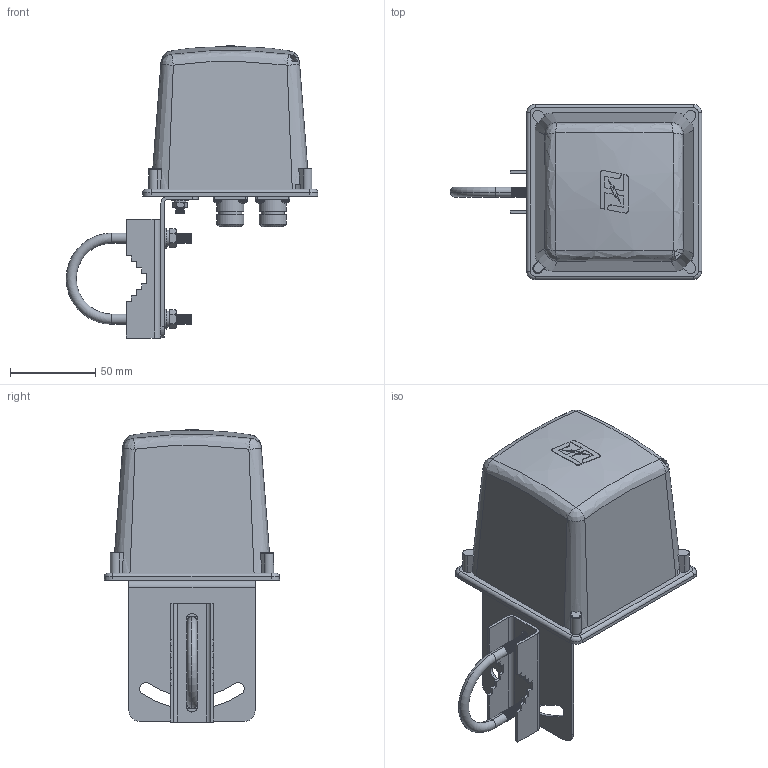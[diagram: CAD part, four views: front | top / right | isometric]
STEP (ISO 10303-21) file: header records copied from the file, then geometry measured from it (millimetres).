
FILE_DESCRIPTION (( 'STEP AP214' ), '1' );
FILE_NAME ('FM51FP1001_3D.step', '2022-12-30T17:42:58', ( '' ), ( '' ), 'SwSTEP 2.0', 'SolidWorks 2022', '' );
FILE_SCHEMA (( 'AUTOMOTIVE_DESIGN' ));
Length unit declared in the file: millimetre
Products named in the file (10): HG2458-10DP_U-bolt; HG2458-10DP_NF CON; HG2458-10DP_Plate; HG2458-10DP_Plate Screw; HG2458-10DP_Radome; FM51FP1001_3D; HG2458-10DP_Stud Hardware; HG2458-10DP_Bracket; HG2458-10DP_3MX10Screw; HG2458-10DP_STUD
Assembly tree (22 placements, depth 2):
  FM51FP1001_3D
    HG2458-10DP_Radome
    HG2458-10DP_Plate
    HG2458-10DP_NF CON  x2
    HG2458-10DP_3MX10Screw  x8
    HG2458-10DP_Plate Screw  x4
    HG2458-10DP_STUD  x2
    HG2458-10DP_Bracket
    HG2458-10DP_Stud Hardware  x2
    HG2458-10DP_U-bolt
Bounding box: 147.97 x 103 x 171.8 mm (x, y, z)
Volume: 103480.4 mm3; surface area: 128566.7 mm2
Topology: 27 solids, 27 shells, 2122 faces, 4684 edges, 2671 vertices
Faces by surface type: cone 1268, plane 453, cylinder 238, bspline 90, torus 57, sphere 16
Entity records: 36737 total; most frequent: CARTESIAN_POINT 10817, DIRECTION 5371, ORIENTED_EDGE 5220, EDGE_CURVE 2610, AXIS2_PLACEMENT_3D 2041, VERTEX_POINT 1531, VECTOR 1289, LINE 1289
